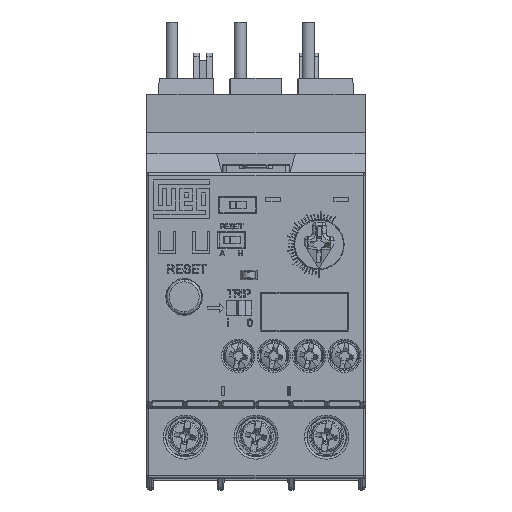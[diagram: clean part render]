
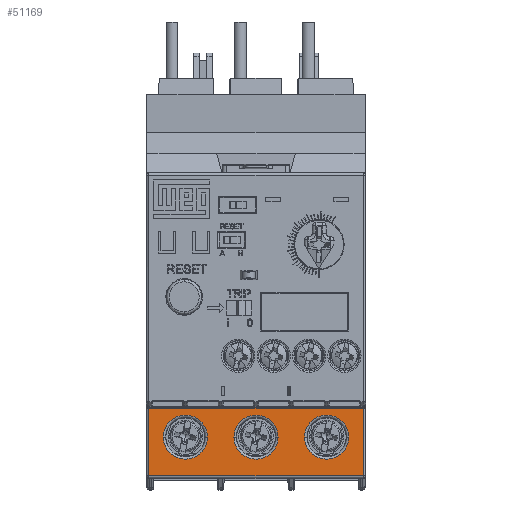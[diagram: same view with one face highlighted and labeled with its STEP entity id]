
A CAD part, top view. The second image highlights one B-rep face of the part: STEP entity #51169.
In plain terms, the highlighted planar face has unit normal (0, 0, 1).
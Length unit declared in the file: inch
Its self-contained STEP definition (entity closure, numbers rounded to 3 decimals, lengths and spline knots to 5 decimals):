
#153 = DIRECTION ( 'NONE',  ( 0., 0., -1. ) ) ;
#225 = EDGE_CURVE ( 'NONE', #103789, #116806, #38914, .T. ) ;
#1305 = ORIENTED_EDGE ( 'NONE', *, *, #19193, .T. ) ;
#2108 = CARTESIAN_POINT ( 'NONE',  ( 0., -1.11135, -0.97047 ) ) ;
#3217 = ORIENTED_EDGE ( 'NONE', *, *, #42154, .T. ) ;
#3325 = FACE_BOUND ( 'NONE', #93271, .T. ) ;
#3677 = ORIENTED_EDGE ( 'NONE', *, *, #37638, .T. ) ;
#4300 = CARTESIAN_POINT ( 'NONE',  ( -0.74921, -1.11135, -0.97047 ) ) ;
#4693 = DIRECTION ( 'NONE',  ( -1., 0., 0. ) ) ;
#5843 = CARTESIAN_POINT ( 'NONE',  ( 0.86496, -1.42513, -0.97047 ) ) ;
#7072 = CARTESIAN_POINT ( 'NONE',  ( -0.57087, -1.11135, -0.97047 ) ) ;
#7297 = DIRECTION ( 'NONE',  ( 1., 0., 0. ) ) ;
#8921 = VERTEX_POINT ( 'NONE', #67234 ) ;
#11575 = ORIENTED_EDGE ( 'NONE', *, *, #116277, .T. ) ;
#13768 = FACE_BOUND ( 'NONE', #61654, .T. ) ;
#15977 = EDGE_LOOP ( 'NONE', ( #20454, #1305 ) ) ;
#18742 = ORIENTED_EDGE ( 'NONE', *, *, #78707, .T. ) ;
#19193 = EDGE_CURVE ( 'NONE', #32843, #65513, #68512, .T. ) ;
#19236 = DIRECTION ( 'NONE',  ( -1., 0., 0. ) ) ;
#20454 = ORIENTED_EDGE ( 'NONE', *, *, #52129, .T. ) ;
#24152 = VERTEX_POINT ( 'NONE', #96360 ) ;
#24562 = CARTESIAN_POINT ( 'NONE',  ( -0.88583, -0.87698, -0.97047 ) ) ;
#26745 = ORIENTED_EDGE ( 'NONE', *, *, #35981, .T. ) ;
#31155 = VECTOR ( 'NONE', #39923, 39.37008 ) ;
#32831 = DIRECTION ( 'NONE',  ( -1., 0., 0. ) ) ;
#32843 = VERTEX_POINT ( 'NONE', #99325 ) ;
#33269 = AXIS2_PLACEMENT_3D ( 'NONE', #84789, #57722, #67560 ) ;
#35981 = EDGE_CURVE ( 'NONE', #24152, #40361, #38744, .T. ) ;
#36325 = CARTESIAN_POINT ( 'NONE',  ( 0.86496, -0.87698, -0.97047 ) ) ;
#37638 = EDGE_CURVE ( 'NONE', #55859, #47493, #44877, .T. ) ;
#38744 = CIRCLE ( 'NONE', #70172, 0.17835 ) ;
#38886 = CARTESIAN_POINT ( 'NONE',  ( -0.57087, -1.11135, -0.97047 ) ) ;
#38914 = LINE ( 'NONE', #85671, #80672 ) ;
#39923 = DIRECTION ( 'NONE',  ( 1., 0., 0. ) ) ;
#40361 = VERTEX_POINT ( 'NONE', #51231 ) ;
#40382 = CARTESIAN_POINT ( 'NONE',  ( 0.57087, -1.11135, -0.97047 ) ) ;
#42154 = EDGE_CURVE ( 'NONE', #114109, #103789, #66349, .T. ) ;
#42711 = ORIENTED_EDGE ( 'NONE', *, *, #69758, .F. ) ;
#43569 = CIRCLE ( 'NONE', #71040, 0.17835 ) ;
#44877 = CIRCLE ( 'NONE', #111668, 0.17835 ) ;
#47493 = VERTEX_POINT ( 'NONE', #61545 ) ;
#50664 = PLANE ( 'NONE',  #110284 ) ;
#51169 = ADVANCED_FACE ( 'NONE', ( #3325, #118251, #13768, #79555 ), #50664, .F. ) ;
#51231 = CARTESIAN_POINT ( 'NONE',  ( 0.74921, -1.11135, -0.97047 ) ) ;
#52129 = EDGE_CURVE ( 'NONE', #65513, #32843, #43569, .T. ) ;
#54032 = VECTOR ( 'NONE', #7297, 39.37008 ) ;
#55859 = VERTEX_POINT ( 'NONE', #4300 ) ;
#57088 = EDGE_CURVE ( 'NONE', #47493, #55859, #63815, .T. ) ;
#57722 = DIRECTION ( 'NONE',  ( 0., 0., -1. ) ) ;
#58575 = DIRECTION ( 'NONE',  ( 0., 1., 0. ) ) ;
#59154 = ORIENTED_EDGE ( 'NONE', *, *, #57088, .T. ) ;
#61545 = CARTESIAN_POINT ( 'NONE',  ( -0.39252, -1.11135, -0.97047 ) ) ;
#61654 = EDGE_LOOP ( 'NONE', ( #3677, #59154 ) ) ;
#63815 = CIRCLE ( 'NONE', #107047, 0.17835 ) ;
#65513 = VERTEX_POINT ( 'NONE', #81745 ) ;
#66349 = LINE ( 'NONE', #96490, #31155 ) ;
#67234 = CARTESIAN_POINT ( 'NONE',  ( -0.86496, -0.87698, -0.97047 ) ) ;
#67560 = DIRECTION ( 'NONE',  ( -1., 0., 0. ) ) ;
#68512 = CIRCLE ( 'NONE', #96018, 0.17835 ) ;
#69273 = VECTOR ( 'NONE', #90196, 39.37008 ) ;
#69758 = EDGE_CURVE ( 'NONE', #8921, #116806, #109979, .T. ) ;
#70172 = AXIS2_PLACEMENT_3D ( 'NONE', #40382, #116596, #4693 ) ;
#71040 = AXIS2_PLACEMENT_3D ( 'NONE', #2108, #75319, #86368 ) ;
#74576 = CARTESIAN_POINT ( 'NONE',  ( 0., -1.11135, -0.97047 ) ) ;
#75319 = DIRECTION ( 'NONE',  ( 0., 0., -1. ) ) ;
#76869 = CARTESIAN_POINT ( 'NONE',  ( -0.86496, -0.87513, -0.97047 ) ) ;
#78454 = CIRCLE ( 'NONE', #33269, 0.17835 ) ;
#78707 = EDGE_CURVE ( 'NONE', #8921, #114109, #109249, .T. ) ;
#79487 = ORIENTED_EDGE ( 'NONE', *, *, #225, .T. ) ;
#79555 = FACE_OUTER_BOUND ( 'NONE', #102324, .T. ) ;
#80672 = VECTOR ( 'NONE', #58575, 39.37008 ) ;
#81490 = DIRECTION ( 'NONE',  ( 0., 0., -1. ) ) ;
#81745 = CARTESIAN_POINT ( 'NONE',  ( -0.17835, -1.11135, -0.97047 ) ) ;
#84789 = CARTESIAN_POINT ( 'NONE',  ( 0.57087, -1.11135, -0.97047 ) ) ;
#85671 = CARTESIAN_POINT ( 'NONE',  ( 0.86496, -0.87513, -0.97047 ) ) ;
#86368 = DIRECTION ( 'NONE',  ( -1., 0., 0. ) ) ;
#88181 = CARTESIAN_POINT ( 'NONE',  ( -0.88583, -0.87513, -0.97047 ) ) ;
#90196 = DIRECTION ( 'NONE',  ( 0., -1., 0. ) ) ;
#93271 = EDGE_LOOP ( 'NONE', ( #26745, #11575 ) ) ;
#96018 = AXIS2_PLACEMENT_3D ( 'NONE', #74576, #153, #102264 ) ;
#96360 = CARTESIAN_POINT ( 'NONE',  ( 0.39252, -1.11135, -0.97047 ) ) ;
#96490 = CARTESIAN_POINT ( 'NONE',  ( -0.88583, -1.42513, -0.97047 ) ) ;
#99325 = CARTESIAN_POINT ( 'NONE',  ( 0.17835, -1.11135, -0.97047 ) ) ;
#102264 = DIRECTION ( 'NONE',  ( -1., 0., 0. ) ) ;
#102324 = EDGE_LOOP ( 'NONE', ( #3217, #79487, #42711, #18742 ) ) ;
#103789 = VERTEX_POINT ( 'NONE', #5843 ) ;
#107047 = AXIS2_PLACEMENT_3D ( 'NONE', #7072, #81490, #110348 ) ;
#109249 = LINE ( 'NONE', #76869, #69273 ) ;
#109979 = LINE ( 'NONE', #24562, #54032 ) ;
#110284 = AXIS2_PLACEMENT_3D ( 'NONE', #88181, #117047, #32831 ) ;
#110348 = DIRECTION ( 'NONE',  ( -1., 0., 0. ) ) ;
#111668 = AXIS2_PLACEMENT_3D ( 'NONE', #38886, #112695, #19236 ) ;
#112695 = DIRECTION ( 'NONE',  ( 0., 0., -1. ) ) ;
#114109 = VERTEX_POINT ( 'NONE', #121477 ) ;
#116277 = EDGE_CURVE ( 'NONE', #40361, #24152, #78454, .T. ) ;
#116596 = DIRECTION ( 'NONE',  ( 0., 0., -1. ) ) ;
#116806 = VERTEX_POINT ( 'NONE', #36325 ) ;
#117047 = DIRECTION ( 'NONE',  ( 0., 0., -1. ) ) ;
#118251 = FACE_BOUND ( 'NONE', #15977, .T. ) ;
#121477 = CARTESIAN_POINT ( 'NONE',  ( -0.86496, -1.42513, -0.97047 ) ) ;
